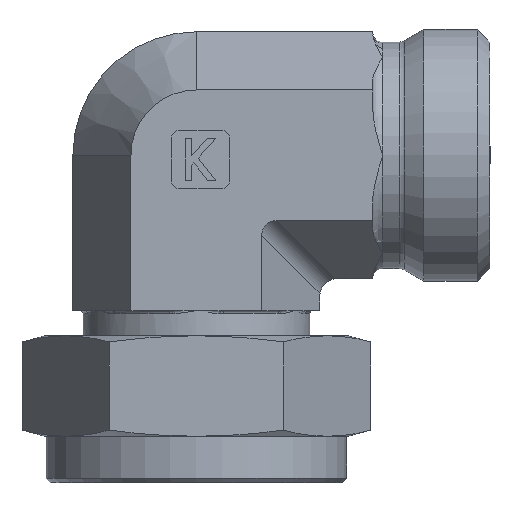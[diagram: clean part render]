
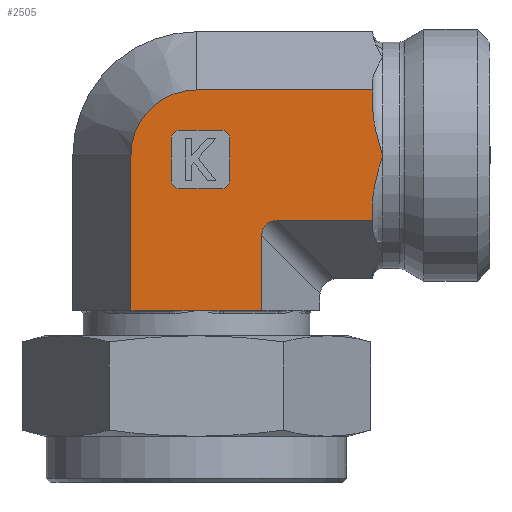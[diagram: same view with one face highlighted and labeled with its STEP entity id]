
A CAD part, left-side view. The second image highlights one B-rep face of the part: STEP entity #2505.
In plain terms, the highlighted planar face has unit normal (-1, 0, 0).
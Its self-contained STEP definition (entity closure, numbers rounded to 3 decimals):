
#114=CARTESIAN_POINT('',(-31.685,12.854,5.));
#115=VERTEX_POINT('',#114);
#177=CARTESIAN_POINT('',(-31.685,9.544,5.));
#178=VERTEX_POINT('',#177);
#188=CARTESIAN_POINT('',(-31.685,12.854,5.));
#189=DIRECTION('',(0.0,-1.0,0.0));
#190=VECTOR('',#189,3.311);
#191=LINE('',#188,#190);
#192=EDGE_CURVE('',#115,#178,#191,.T.);
#259=CARTESIAN_POINT('',(-31.685,6.233,5.));
#260=VERTEX_POINT('',#259);
#359=CARTESIAN_POINT('',(-31.685,9.544,5.));
#360=DIRECTION('',(0.0,-1.0,0.0));
#361=VECTOR('',#360,3.311);
#362=LINE('',#359,#361);
#363=EDGE_CURVE('',#178,#260,#362,.T.);
#917=CARTESIAN_POINT('',(-31.685,17.338,5.));
#918=VERTEX_POINT('',#917);
#919=CARTESIAN_POINT('',(-31.685,17.338,5.));
#920=DIRECTION('',(0.0,-1.0,0.0));
#921=VECTOR('',#920,4.484);
#922=LINE('',#919,#921);
#923=EDGE_CURVE('',#918,#115,#922,.T.);
#940=CARTESIAN_POINT('',(-31.685,1.75,5.));
#941=VERTEX_POINT('',#940);
#948=CARTESIAN_POINT('',(-31.685,6.233,5.));
#949=DIRECTION('',(0.0,-1.0,0.0));
#950=VECTOR('',#949,4.484);
#951=LINE('',#948,#950);
#952=EDGE_CURVE('',#260,#941,#951,.T.);
#1587=CARTESIAN_POINT('',(-31.685,1.75,13.974));
#1588=VERTEX_POINT('',#1587);
#1595=CARTESIAN_POINT('',(-31.685,1.75,5.));
#1596=DIRECTION('',(0.0,0.0,1.0));
#1597=VECTOR('',#1596,8.974);
#1598=LINE('',#1595,#1597);
#1599=EDGE_CURVE('',#941,#1588,#1598,.T.);
#1899=CARTESIAN_POINT('',(-31.685,-12.656,23.5));
#1900=VERTEX_POINT('',#1899);
#1908=CARTESIAN_POINT('',(-31.685,-11.456,17.683));
#1909=VERTEX_POINT('',#1908);
#1910=CARTESIAN_POINT('',(-31.685,-11.456,17.683));
#1911=CARTESIAN_POINT('',(-31.685,-11.456,19.556));
#1912=CARTESIAN_POINT('',(-31.685,-12.121,21.704));
#1913=CARTESIAN_POINT('',(-31.685,-12.656,23.5));
#1914=B_SPLINE_CURVE_WITH_KNOTS('',3,(#1910,#1911,#1912,#1913),.UNSPECIFIED.,.F.,.U.,(4,4),(1.145,1.707),.UNSPECIFIED.);
#1915=EDGE_CURVE('',#1909,#1900,#1914,.T.);
#1943=CARTESIAN_POINT('',(-31.685,-11.456,29.317));
#1944=VERTEX_POINT('',#1943);
#1952=CARTESIAN_POINT('',(-31.685,-12.656,23.5));
#1953=CARTESIAN_POINT('',(-31.685,-12.121,25.296));
#1954=CARTESIAN_POINT('',(-31.685,-11.456,27.444));
#1955=CARTESIAN_POINT('',(-31.685,-11.456,29.317));
#1956=B_SPLINE_CURVE_WITH_KNOTS('',3,(#1952,#1953,#1954,#1955),.UNSPECIFIED.,.F.,.U.,(4,4),(0.0,0.562),.UNSPECIFIED.);
#1957=EDGE_CURVE('',#1900,#1944,#1956,.T.);
#2341=CARTESIAN_POINT('',(-31.685,-11.456,15.706));
#2342=VERTEX_POINT('',#2341);
#2349=CARTESIAN_POINT('',(-31.685,0.018,15.706));
#2350=VERTEX_POINT('',#2349);
#2351=CARTESIAN_POINT('',(-31.685,0.018,15.706));
#2352=DIRECTION('',(0.0,-1.0,0.0));
#2353=VECTOR('',#2352,11.474);
#2354=LINE('',#2351,#2353);
#2355=EDGE_CURVE('',#2350,#2342,#2354,.T.);
#2376=CARTESIAN_POINT('',(-31.685,1.75,0.0));
#2377=DIRECTION('',(-1.0,0.0,0.0));
#2378=DIRECTION('',(0.0,0.0,1.0));
#2379=AXIS2_PLACEMENT_3D('',#2376,#2377,#2378);
#2380=PLANE('',#2379);
#2381=ORIENTED_EDGE('',*,*,#363,.T.);
#2382=ORIENTED_EDGE('',*,*,#952,.T.);
#2383=ORIENTED_EDGE('',*,*,#1599,.T.);
#2384=CARTESIAN_POINT('',(-31.685,-0.56,13.396));
#2385=DIRECTION('',(-1.0,0.0,0.0));
#2386=DIRECTION('',(0.0,0.707,0.707));
#2387=AXIS2_PLACEMENT_3D('',#2384,#2385,#2386);
#2388=ELLIPSE('',#2387,2.582,2.0);
#2389=EDGE_CURVE('',#2350,#1588,#2388,.T.);
#2390=ORIENTED_EDGE('',*,*,#2389,.F.);
#2391=ORIENTED_EDGE('',*,*,#2355,.T.);
#2392=CARTESIAN_POINT('',(-31.685,-11.456,15.706));
#2393=DIRECTION('',(0.0,0.0,1.0));
#2394=VECTOR('',#2393,1.977);
#2395=LINE('',#2392,#2394);
#2396=EDGE_CURVE('',#2342,#1909,#2395,.T.);
#2397=ORIENTED_EDGE('',*,*,#2396,.T.);
#2398=ORIENTED_EDGE('',*,*,#1915,.T.);
#2399=ORIENTED_EDGE('',*,*,#1957,.T.);
#2400=CARTESIAN_POINT('',(-31.685,-11.456,31.294));
#2401=VERTEX_POINT('',#2400);
#2402=CARTESIAN_POINT('',(-31.685,-11.456,29.317));
#2403=DIRECTION('',(0.0,0.0,1.0));
#2404=VECTOR('',#2403,1.977);
#2405=LINE('',#2402,#2404);
#2406=EDGE_CURVE('',#1944,#2401,#2405,.T.);
#2407=ORIENTED_EDGE('',*,*,#2406,.T.);
#2408=CARTESIAN_POINT('',(-31.685,9.544,31.294));
#2409=VERTEX_POINT('',#2408);
#2410=CARTESIAN_POINT('',(-31.685,9.544,31.294));
#2411=DIRECTION('',(0.0,-1.0,0.0));
#2412=VECTOR('',#2411,21.);
#2413=LINE('',#2410,#2412);
#2414=EDGE_CURVE('',#2409,#2401,#2413,.T.);
#2415=ORIENTED_EDGE('',*,*,#2414,.F.);
#2416=CARTESIAN_POINT('',(-31.685,17.338,23.5));
#2417=VERTEX_POINT('',#2416);
#2418=CARTESIAN_POINT('',(-31.685,9.544,23.5));
#2419=DIRECTION('',(-1.0,0.0,0.0));
#2420=DIRECTION('',(0.0,0.0,1.0));
#2421=AXIS2_PLACEMENT_3D('',#2418,#2419,#2420);
#2422=CIRCLE('',#2421,7.794);
#2423=EDGE_CURVE('',#2409,#2417,#2422,.T.);
#2424=ORIENTED_EDGE('',*,*,#2423,.T.);
#2425=CARTESIAN_POINT('',(-31.685,17.338,5.));
#2426=DIRECTION('',(0.0,0.0,1.0));
#2427=VECTOR('',#2426,18.5);
#2428=LINE('',#2425,#2427);
#2429=EDGE_CURVE('',#918,#2417,#2428,.T.);
#2430=ORIENTED_EDGE('',*,*,#2429,.F.);
#2431=ORIENTED_EDGE('',*,*,#923,.T.);
#2432=ORIENTED_EDGE('',*,*,#192,.T.);
#2433=EDGE_LOOP('',(#2381,#2382,#2383,#2390,#2391,#2397,#2398,#2399,#2407,#2415,#2424,#2430,#2431,#2432));
#2434=FACE_OUTER_BOUND('',#2433,.T.);
#2435=CARTESIAN_POINT('',(-31.685,6.544,19.5));
#2436=VERTEX_POINT('',#2435);
#2437=CARTESIAN_POINT('',(-31.685,11.544,19.5));
#2438=VERTEX_POINT('',#2437);
#2439=CARTESIAN_POINT('',(-31.685,6.544,19.5));
#2440=DIRECTION('',(0.0,1.0,0.0));
#2441=VECTOR('',#2440,5.);
#2442=LINE('',#2439,#2441);
#2443=EDGE_CURVE('',#2436,#2438,#2442,.T.);
#2444=ORIENTED_EDGE('',*,*,#2443,.T.);
#2445=CARTESIAN_POINT('',(-31.685,12.544,20.5));
#2446=VERTEX_POINT('',#2445);
#2447=CARTESIAN_POINT('',(-31.685,11.544,20.5));
#2448=DIRECTION('',(-1.0,0.0,0.0));
#2449=DIRECTION('',(0.0,0.707,-0.707));
#2450=AXIS2_PLACEMENT_3D('',#2447,#2448,#2449);
#2451=CIRCLE('',#2450,1.0);
#2452=EDGE_CURVE('',#2446,#2438,#2451,.T.);
#2453=ORIENTED_EDGE('',*,*,#2452,.F.);
#2454=CARTESIAN_POINT('',(-31.685,12.544,25.5));
#2455=VERTEX_POINT('',#2454);
#2456=CARTESIAN_POINT('',(-31.685,12.544,20.5));
#2457=DIRECTION('',(0.0,0.0,1.0));
#2458=VECTOR('',#2457,5.0);
#2459=LINE('',#2456,#2458);
#2460=EDGE_CURVE('',#2446,#2455,#2459,.T.);
#2461=ORIENTED_EDGE('',*,*,#2460,.T.);
#2462=CARTESIAN_POINT('',(-31.685,11.544,26.5));
#2463=VERTEX_POINT('',#2462);
#2464=CARTESIAN_POINT('',(-31.685,11.544,25.5));
#2465=DIRECTION('',(-1.0,0.0,0.0));
#2466=DIRECTION('',(0.0,0.707,0.707));
#2467=AXIS2_PLACEMENT_3D('',#2464,#2465,#2466);
#2468=CIRCLE('',#2467,1.0);
#2469=EDGE_CURVE('',#2463,#2455,#2468,.T.);
#2470=ORIENTED_EDGE('',*,*,#2469,.F.);
#2471=CARTESIAN_POINT('',(-31.685,6.544,26.5));
#2472=VERTEX_POINT('',#2471);
#2473=CARTESIAN_POINT('',(-31.685,11.544,26.5));
#2474=DIRECTION('',(0.0,-1.0,0.0));
#2475=VECTOR('',#2474,5.);
#2476=LINE('',#2473,#2475);
#2477=EDGE_CURVE('',#2463,#2472,#2476,.T.);
#2478=ORIENTED_EDGE('',*,*,#2477,.T.);
#2479=CARTESIAN_POINT('',(-31.685,5.544,25.5));
#2480=VERTEX_POINT('',#2479);
#2481=CARTESIAN_POINT('',(-31.685,6.544,25.5));
#2482=DIRECTION('',(-1.0,0.0,0.0));
#2483=DIRECTION('',(0.0,-0.707,0.707));
#2484=AXIS2_PLACEMENT_3D('',#2481,#2482,#2483);
#2485=CIRCLE('',#2484,1.0);
#2486=EDGE_CURVE('',#2480,#2472,#2485,.T.);
#2487=ORIENTED_EDGE('',*,*,#2486,.F.);
#2488=CARTESIAN_POINT('',(-31.685,5.544,20.5));
#2489=VERTEX_POINT('',#2488);
#2490=CARTESIAN_POINT('',(-31.685,5.544,25.5));
#2491=DIRECTION('',(0.0,0.0,-1.0));
#2492=VECTOR('',#2491,5.);
#2493=LINE('',#2490,#2492);
#2494=EDGE_CURVE('',#2480,#2489,#2493,.T.);
#2495=ORIENTED_EDGE('',*,*,#2494,.T.);
#2496=CARTESIAN_POINT('',(-31.685,6.544,20.5));
#2497=DIRECTION('',(-1.0,0.0,0.0));
#2498=DIRECTION('',(0.0,-0.707,-0.707));
#2499=AXIS2_PLACEMENT_3D('',#2496,#2497,#2498);
#2500=CIRCLE('',#2499,1.0);
#2501=EDGE_CURVE('',#2436,#2489,#2500,.T.);
#2502=ORIENTED_EDGE('',*,*,#2501,.F.);
#2503=EDGE_LOOP('',(#2444,#2453,#2461,#2470,#2478,#2487,#2495,#2502));
#2504=FACE_BOUND('',#2503,.T.);
#2505=ADVANCED_FACE('',(#2434,#2504),#2380,.T.);
